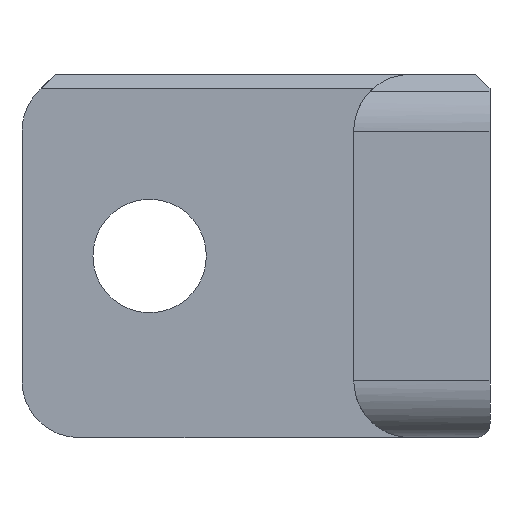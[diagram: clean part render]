
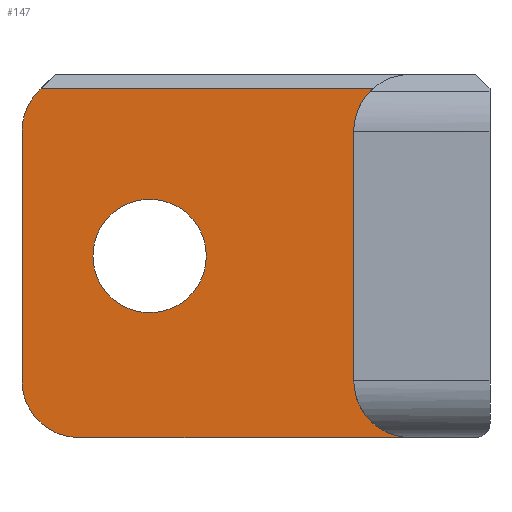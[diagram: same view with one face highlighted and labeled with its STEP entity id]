
A CAD part, front view. The second image highlights one B-rep face of the part: STEP entity #147.
In plain terms, the highlighted planar face has unit normal (0, -1, 0).
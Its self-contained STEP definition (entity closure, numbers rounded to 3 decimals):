
#9 = VECTOR ( 'NONE', #860, 1000. ) ;
#17 = CARTESIAN_POINT ( 'NONE',  ( -4.123, 0., -0.5 ) ) ;
#30 = EDGE_CURVE ( 'NONE', #446, #530, #381, .T. ) ;
#35 = CARTESIAN_POINT ( 'NONE',  ( -12., 0., -6.4 ) ) ;
#54 = VERTEX_POINT ( 'NONE', #586 ) ;
#56 = DIRECTION ( 'NONE',  ( 0., 0., 1. ) ) ;
#60 = VERTEX_POINT ( 'NONE', #252 ) ;
#61 = CARTESIAN_POINT ( 'NONE',  ( -12., 0., -6.4 ) ) ;
#65 = CIRCLE ( 'NONE', #221, 2. ) ;
#70 = VERTEX_POINT ( 'NONE', #660 ) ;
#73 = AXIS2_PLACEMENT_3D ( 'NONE', #61, #819, #56 ) ;
#121 = CARTESIAN_POINT ( 'NONE',  ( -14.5, 0., -10.8 ) ) ;
#131 = CARTESIAN_POINT ( 'NONE',  ( 0., 0., -12.8 ) ) ;
#133 = VECTOR ( 'NONE', #143, 1000. ) ;
#138 = CARTESIAN_POINT ( 'NONE',  ( -15.914, 0., -0.586 ) ) ;
#139 = EDGE_CURVE ( 'NONE', #70, #475, #539, .T. ) ;
#143 = DIRECTION ( 'NONE',  ( -1., 0., 0. ) ) ;
#147 = ADVANCED_FACE ( 'NONE', ( #512, #399 ), #883, .T. ) ;
#159 = LINE ( 'NONE', #375, #359 ) ;
#162 = VERTEX_POINT ( 'NONE', #17 ) ;
#165 = LINE ( 'NONE', #680, #734 ) ;
#174 = CARTESIAN_POINT ( 'NONE',  ( -15.914, 0., -0.586 ) ) ;
#178 = DIRECTION ( 'NONE',  ( 0., 0., -1. ) ) ;
#188 = DIRECTION ( 'NONE',  ( 0., 1., 0. ) ) ;
#204 = VERTEX_POINT ( 'NONE', #701 ) ;
#208 = VERTEX_POINT ( 'NONE', #827 ) ;
#209 = AXIS2_PLACEMENT_3D ( 'NONE', #35, #858, #656 ) ;
#214 = CIRCLE ( 'NONE', #584, 2. ) ;
#221 = AXIS2_PLACEMENT_3D ( 'NONE', #834, #224, #367 ) ;
#224 = DIRECTION ( 'NONE',  ( 0., 1., 0. ) ) ;
#230 = DIRECTION ( 'NONE',  ( 0., 0., -1. ) ) ;
#238 = CARTESIAN_POINT ( 'NONE',  ( -2.8, 0., -10.8 ) ) ;
#252 = CARTESIAN_POINT ( 'NONE',  ( -16.5, 0., -10.8 ) ) ;
#261 = DIRECTION ( 'NONE',  ( 0., 0., 1. ) ) ;
#270 = AXIS2_PLACEMENT_3D ( 'NONE', #121, #481, #271 ) ;
#271 = DIRECTION ( 'NONE',  ( 0., 0., -1. ) ) ;
#284 = EDGE_CURVE ( 'NONE', #293, #208, #214, .T. ) ;
#290 = ORIENTED_EDGE ( 'NONE', *, *, #30, .F. ) ;
#293 = VERTEX_POINT ( 'NONE', #776 ) ;
#314 = CARTESIAN_POINT ( 'NONE',  ( -16.5, 0., -2. ) ) ;
#328 = ORIENTED_EDGE ( 'NONE', *, *, #376, .F. ) ;
#332 = EDGE_CURVE ( 'NONE', #475, #70, #836, .T. ) ;
#333 = EDGE_CURVE ( 'NONE', #162, #530, #159, .T. ) ;
#359 = VECTOR ( 'NONE', #650, 1000. ) ;
#367 = DIRECTION ( 'NONE',  ( 0., 0., -1. ) ) ;
#370 = DIRECTION ( 'NONE',  ( 0., 1., 0. ) ) ;
#375 = CARTESIAN_POINT ( 'NONE',  ( -15.328, 0., -0.5 ) ) ;
#376 = EDGE_CURVE ( 'NONE', #204, #60, #846, .T. ) ;
#381 = LINE ( 'NONE', #138, #9 ) ;
#392 = EDGE_LOOP ( 'NONE', ( #859, #837, #513, #741, #411, #290, #739, #795, #328 ) ) ;
#399 = FACE_OUTER_BOUND ( 'NONE', #392, .T. ) ;
#411 = ORIENTED_EDGE ( 'NONE', *, *, #333, .T. ) ;
#429 = AXIS2_PLACEMENT_3D ( 'NONE', #668, #188, #261 ) ;
#439 = AXIS2_PLACEMENT_3D ( 'NONE', #456, #453, #178 ) ;
#446 = VERTEX_POINT ( 'NONE', #174 ) ;
#447 = VERTEX_POINT ( 'NONE', #314 ) ;
#453 = DIRECTION ( 'NONE',  ( 0., 1., 0. ) ) ;
#456 = CARTESIAN_POINT ( 'NONE',  ( -14.5, 0., -10.8 ) ) ;
#475 = VERTEX_POINT ( 'NONE', #588 ) ;
#481 = DIRECTION ( 'NONE',  ( 0., -1., 0. ) ) ;
#512 = FACE_BOUND ( 'NONE', #552, .T. ) ;
#513 = ORIENTED_EDGE ( 'NONE', *, *, #721, .T. ) ;
#530 = VERTEX_POINT ( 'NONE', #733 ) ;
#539 = CIRCLE ( 'NONE', #73, 2. ) ;
#552 = EDGE_LOOP ( 'NONE', ( #873, #884 ) ) ;
#570 = CIRCLE ( 'NONE', #429, 2. ) ;
#574 = CARTESIAN_POINT ( 'NONE',  ( -16.5, 0., -2. ) ) ;
#576 = VECTOR ( 'NONE', #847, 1000. ) ;
#583 = EDGE_CURVE ( 'NONE', #447, #446, #570, .T. ) ;
#584 = AXIS2_PLACEMENT_3D ( 'NONE', #238, #370, #230 ) ;
#586 = CARTESIAN_POINT ( 'NONE',  ( -4.8, 0., -2. ) ) ;
#588 = CARTESIAN_POINT ( 'NONE',  ( -12., 0., -4.4 ) ) ;
#599 = LINE ( 'NONE', #574, #576 ) ;
#647 = EDGE_CURVE ( 'NONE', #293, #204, #707, .T. ) ;
#650 = DIRECTION ( 'NONE',  ( -1., 0., 0. ) ) ;
#656 = DIRECTION ( 'NONE',  ( 0., 0., 1. ) ) ;
#660 = CARTESIAN_POINT ( 'NONE',  ( -12., 0., -8.4 ) ) ;
#668 = CARTESIAN_POINT ( 'NONE',  ( -14.5, 0., -2. ) ) ;
#680 = CARTESIAN_POINT ( 'NONE',  ( -4.8, 0., 0. ) ) ;
#696 = DIRECTION ( 'NONE',  ( 0., 0., 1. ) ) ;
#701 = CARTESIAN_POINT ( 'NONE',  ( -14.5, 0., -12.8 ) ) ;
#707 = LINE ( 'NONE', #131, #133 ) ;
#721 = EDGE_CURVE ( 'NONE', #208, #54, #165, .T. ) ;
#733 = CARTESIAN_POINT ( 'NONE',  ( -15.828, 0., -0.5 ) ) ;
#734 = VECTOR ( 'NONE', #696, 1000. ) ;
#739 = ORIENTED_EDGE ( 'NONE', *, *, #583, .F. ) ;
#741 = ORIENTED_EDGE ( 'NONE', *, *, #765, .T. ) ;
#765 = EDGE_CURVE ( 'NONE', #54, #162, #65, .T. ) ;
#776 = CARTESIAN_POINT ( 'NONE',  ( -2.8, 0., -12.8 ) ) ;
#795 = ORIENTED_EDGE ( 'NONE', *, *, #809, .F. ) ;
#809 = EDGE_CURVE ( 'NONE', #60, #447, #599, .T. ) ;
#819 = DIRECTION ( 'NONE',  ( 0., 1., 0. ) ) ;
#827 = CARTESIAN_POINT ( 'NONE',  ( -4.8, 0., -10.8 ) ) ;
#834 = CARTESIAN_POINT ( 'NONE',  ( -2.8, 0., -2. ) ) ;
#836 = CIRCLE ( 'NONE', #209, 2. ) ;
#837 = ORIENTED_EDGE ( 'NONE', *, *, #284, .T. ) ;
#846 = CIRCLE ( 'NONE', #439, 2. ) ;
#847 = DIRECTION ( 'NONE',  ( 0., 0., 1. ) ) ;
#858 = DIRECTION ( 'NONE',  ( 0., 1., 0. ) ) ;
#859 = ORIENTED_EDGE ( 'NONE', *, *, #647, .F. ) ;
#860 = DIRECTION ( 'NONE',  ( 0.707, 0., 0.707 ) ) ;
#873 = ORIENTED_EDGE ( 'NONE', *, *, #139, .T. ) ;
#883 = PLANE ( 'NONE',  #270 ) ;
#884 = ORIENTED_EDGE ( 'NONE', *, *, #332, .T. ) ;
